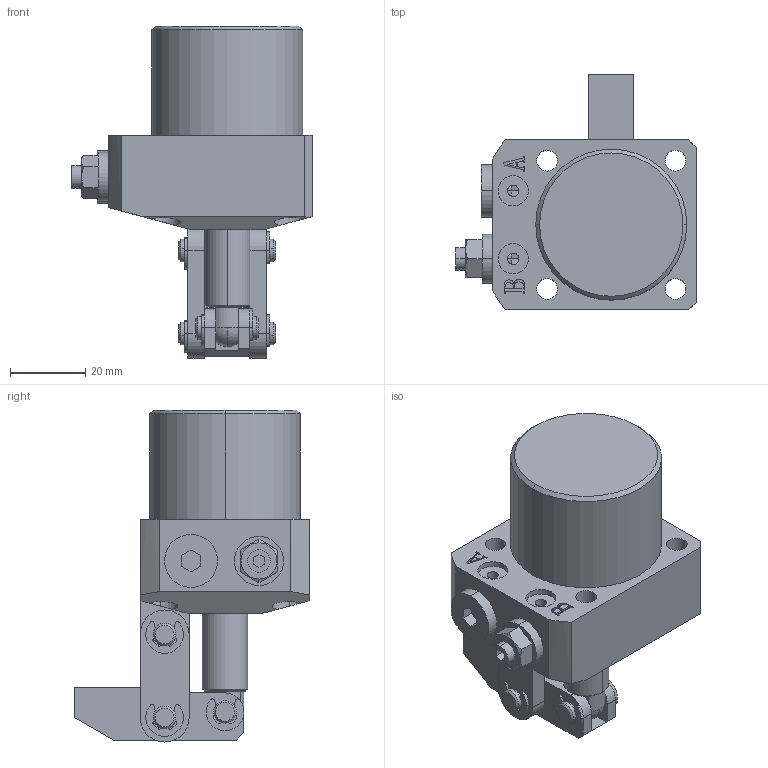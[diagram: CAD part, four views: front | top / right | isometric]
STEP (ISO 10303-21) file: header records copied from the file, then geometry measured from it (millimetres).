
FILE_DESCRIPTION (( 'STEP AP203' ), '1' );
FILE_NAME ('HLKA-25CR.STEP', '2020-06-15T11:28:00', ( '微软用户' ), ( '微软中国' ), 'SwSTEP 2.0', 'SolidWorks 2012', '' );
FILE_SCHEMA (( 'CONFIG_CONTROL_DESIGN' ));
Length unit declared in the file: millimetre
Products named in the file (10): HLKA-25CR; e rings gb_GB_CONNECTING_PIECE_RINGS_HR 5; 囀鞠褒; 覃誹概; HLKA-25酗种; HLKA-25揤旋; HLKA-25蟀裝; HLKA-25活塞杆; HLKA-25傻种; HLKA-25CR掛极
Assembly tree (16 placements, depth 2):
  HLKA-25CR
    HLKA-25CR掛极
    HLKA-25傻种
    HLKA-25活塞杆
    HLKA-25蟀裝  x2
    HLKA-25揤旋
    HLKA-25酗种  x2
    覃誹概
    囀鞠褒
    e rings gb_GB_CONNECTING_PIECE_RINGS_HR 5  x6
Bounding box: 63.7 x 62.5 x 88 mm (x, y, z)
Volume: 93644 mm3; surface area: 31417.9 mm2
Topology: 16 solids, 16 shells, 442 faces, 1104 edges, 726 vertices
Faces by surface type: cylinder 205, plane 191, cone 22, bspline 16, torus 6, sphere 2
Entity records: 10764 total; most frequent: CARTESIAN_POINT 2533, DIRECTION 1478, ORIENTED_EDGE 1418, EDGE_CURVE 709, AXIS2_PLACEMENT_3D 535, VERTEX_POINT 464, LINE 408, VECTOR 408
